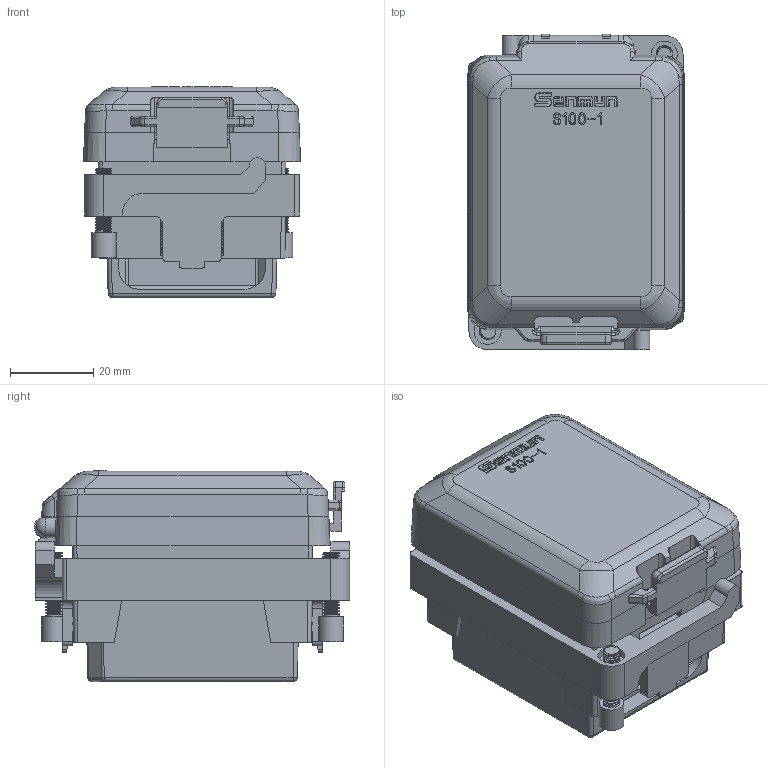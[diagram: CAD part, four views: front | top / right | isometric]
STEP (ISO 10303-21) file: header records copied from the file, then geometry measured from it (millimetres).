
FILE_DESCRIPTION(/* description */ (''),/* implementation_level */ '2;1');
FILE_NAME(/* name */ 'S100-1.stp',/* time_stamp */ '2024-08-13T13:32:17+08:00',/* author */ (''),/* organization */ (''),/* preprocessor_version */ 'ST-DEVELOPER v14',/* originating_system */ 'SIEMENS PLM Software NX 8.0',/* authorisation */ '');
FILE_SCHEMA (('AUTOMOTIVE_DESIGN { 1 0 10303 214 3 1 1 1 }'));
Products named in the file (1): S100-1 3D_stp
Bounding box: 52.19 x 75.85 x 50.76 mm (x, y, z)
Volume: 89789.8 mm3; surface area: 48411.2 mm2
Topology: 4 solids, 5 shells, 944 faces, 2528 edges, 1601 vertices
Faces by surface type: plane 535, cylinder 253, bspline 75, extrusion 43, cone 18, sphere 10, torus 10
Full cylindrical faces by diameter (mm): 2.8 x2, 3 x1, 4 x2, 6 x2, 6.2 x3, 6.5 x1
Entity records: 47845 total; most frequent: CARTESIAN_POINT 23343, ORIENTED_EDGE 4982, DIRECTION 4390, EDGE_CURVE 2491, VECTOR 1702, LINE 1659, VERTEX_POINT 1594, AXIS2_PLACEMENT_3D 1344
